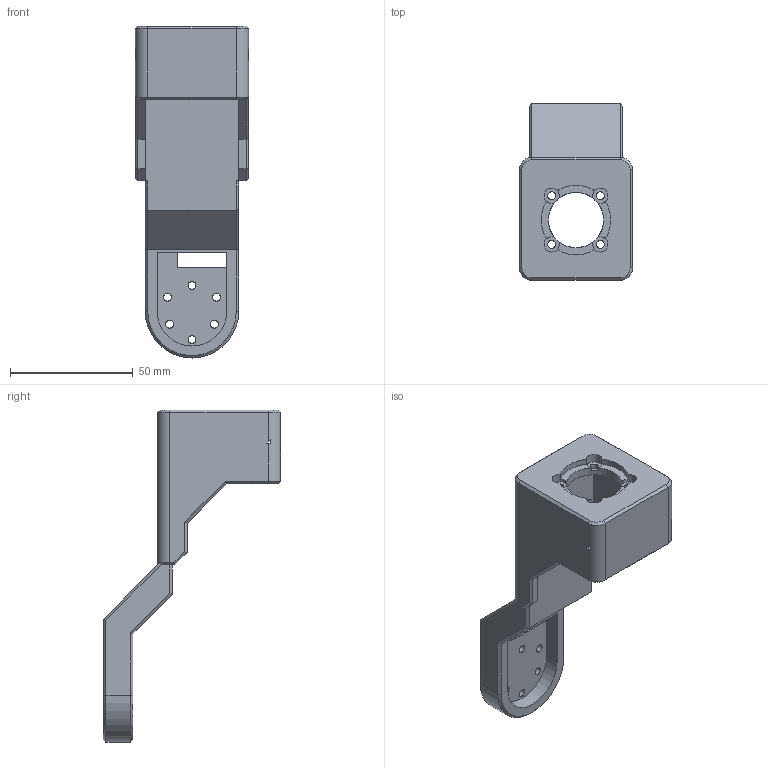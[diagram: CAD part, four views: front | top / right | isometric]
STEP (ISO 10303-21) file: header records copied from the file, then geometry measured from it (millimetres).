
FILE_DESCRIPTION (( 'STEP AP214' ), '1' );
FILE_NAME ('frame5.step', '2025-07-05T23:20:34', ( '' ), ( '' ), 'SwSTEP 2.0', 'SolidWorks 2022', '' );
FILE_SCHEMA (( 'AUTOMOTIVE_DESIGN' ));
Length unit declared in the file: millimetre
Products named in the file (1): frame5
Bounding box: 46 x 72 x 135 mm (x, y, z)
Volume: 66158.2 mm3; surface area: 26511.4 mm2
Topology: 1 solids, 1 shells, 149 faces, 396 edges, 253 vertices
Faces by surface type: plane 76, cylinder 62, cone 11
Entity records: 4733 total; most frequent: DIRECTION 843, CARTESIAN_POINT 817, ORIENTED_EDGE 792, EDGE_CURVE 396, AXIS2_PLACEMENT_3D 303, VERTEX_POINT 253, LINE 237, VECTOR 237
